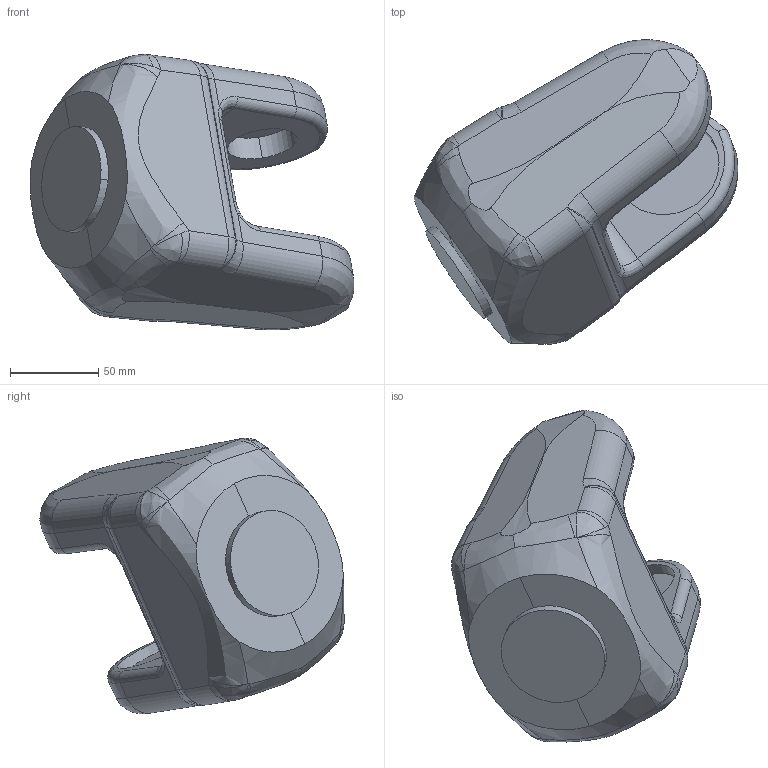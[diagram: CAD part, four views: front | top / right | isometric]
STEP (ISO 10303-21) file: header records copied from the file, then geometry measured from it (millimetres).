
FILE_DESCRIPTION (( 'STEP AP203' ), '1' );
FILE_NAME ('LINK-4_Default_sldprt.STEP', '2022-12-06T19:19:43', ( '' ), ( '' ), 'SwSTEP 2.0', 'SolidWorks 2022', '' );
FILE_SCHEMA (( 'CONFIG_CONTROL_DESIGN' ));
Length unit declared in the file: metre
Products named in the file (1): LINK-4_Default_sldprt
Bounding box: 183.96 x 172.82 x 156.53 mm (x, y, z)
Volume: 1311203.4 mm3; surface area: 88664 mm2
Topology: 1 solids, 1 shells, 125 faces, 305 edges, 180 vertices
Faces by surface type: cylinder 46, bspline 38, plane 26, torus 9, sphere 4, cone 2
Entity records: 5586 total; most frequent: CARTESIAN_POINT 2996, ORIENTED_EDGE 602, DIRECTION 442, EDGE_CURVE 301, AXIS2_PLACEMENT_3D 181, VERTEX_POINT 180, EDGE_LOOP 127, FACE_OUTER_BOUND 125
